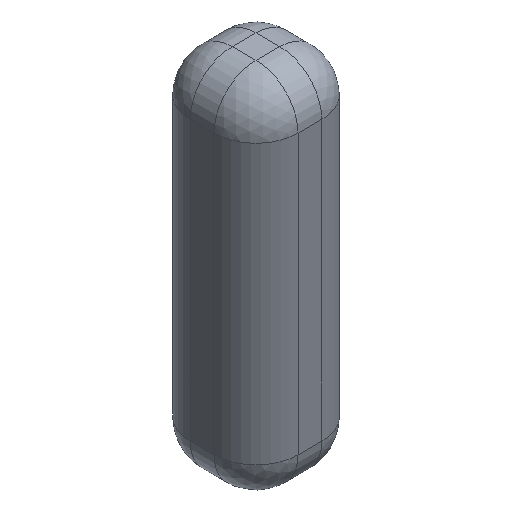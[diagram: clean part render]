
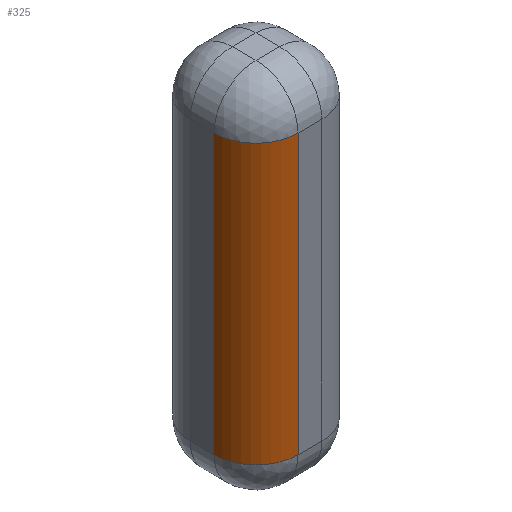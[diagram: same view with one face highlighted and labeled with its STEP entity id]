
A CAD part, isometric view. The second image highlights one B-rep face of the part: STEP entity #325.
In plain terms, the highlighted cylindrical face has radius 30 mm (diameter 60 mm), a partial arc.
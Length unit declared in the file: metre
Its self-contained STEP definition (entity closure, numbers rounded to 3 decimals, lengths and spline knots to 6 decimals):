
#21=DIRECTION('',(0.,0.,-1.));
#22=VECTOR('',#21,0.198886);
#23=CARTESIAN_POINT('',(-0.0085,-0.0385,0.099443));
#24=LINE('',#23,#22);
#38=CARTESIAN_POINT('',(-0.0085,-0.0085,-0.099443));
#39=DIRECTION('',(0.,0.,-1.));
#40=DIRECTION('',(0.,-1.,0.));
#41=AXIS2_PLACEMENT_3D('',#38,#39,#40);
#56=DIRECTION('',(0.,0.,-1.));
#57=VECTOR('',#56,0.198886);
#58=CARTESIAN_POINT('',(-0.0385,-0.0085,0.099443));
#59=LINE('',#58,#57);
#140=CARTESIAN_POINT('',(-0.0085,-0.0085,0.099443));
#141=DIRECTION('',(0.,0.,1.));
#142=DIRECTION('',(-1.,0.,0.));
#143=AXIS2_PLACEMENT_3D('',#140,#141,#142);
#218=CARTESIAN_POINT('',(-0.0085,-0.0385,-0.099443));
#220=VERTEX_POINT('',#218);
#225=CARTESIAN_POINT('',(-0.0085,-0.0385,0.099443));
#227=VERTEX_POINT('',#225);
#255=CARTESIAN_POINT('',(-0.0385,-0.0085,0.099443));
#256=VERTEX_POINT('',#255);
#257=CARTESIAN_POINT('',(-0.0385,-0.0085,-0.099443));
#258=VERTEX_POINT('',#257);
#311=CARTESIAN_POINT('',(-0.0085,-0.0085,0.466927));
#312=DIRECTION('',(0.,0.,-1.));
#313=DIRECTION('',(0.,-1.,0.));
#314=AXIS2_PLACEMENT_3D('',#311,#312,#313);
#315=CYLINDRICAL_SURFACE('',#314,0.03);
#316=ORIENTED_EDGE('',*,*,#302,.T.);
#318=ORIENTED_EDGE('',*,*,#317,.T.);
#320=ORIENTED_EDGE('',*,*,#319,.F.);
#322=ORIENTED_EDGE('',*,*,#321,.T.);
#323=EDGE_LOOP('',(#316,#318,#320,#322));
#324=FACE_OUTER_BOUND('',#323,.F.);
#325=ADVANCED_FACE('',(#324),#315,.T.);
#42=CIRCLE('',#41,0.03);
#144=CIRCLE('',#143,0.03);
#302=EDGE_CURVE('',#227,#220,#24,.T.);
#317=EDGE_CURVE('',#220,#258,#42,.T.);
#319=EDGE_CURVE('',#256,#258,#59,.T.);
#321=EDGE_CURVE('',#256,#227,#144,.T.);
